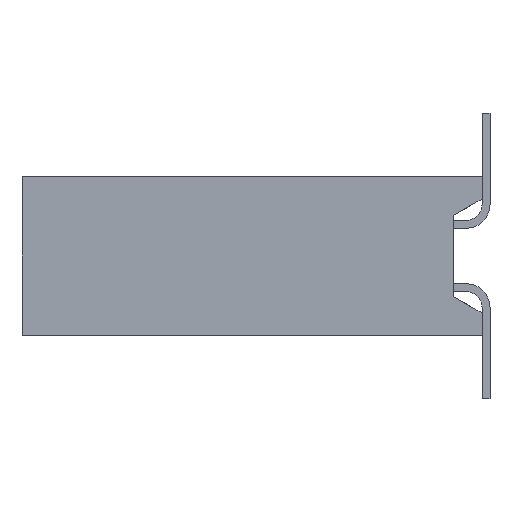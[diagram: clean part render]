
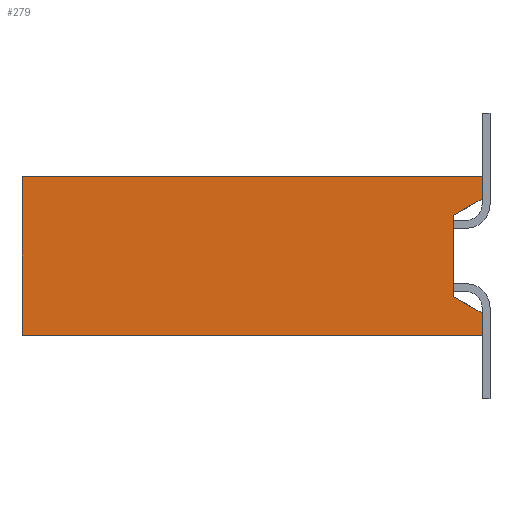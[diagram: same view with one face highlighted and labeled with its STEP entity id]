
A CAD part, left-side view. The second image highlights one B-rep face of the part: STEP entity #279.
In plain terms, the highlighted planar face has unit normal (-1, 0, 0).
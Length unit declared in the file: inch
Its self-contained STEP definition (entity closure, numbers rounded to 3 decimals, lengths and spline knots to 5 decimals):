
#279 = ADVANCED_FACE( '', ( #597 ), #598, .F. );
#597 = FACE_OUTER_BOUND( '', #971, .T. );
#598 = PLANE( '', #972 );
#971 = EDGE_LOOP( '', ( #1629, #1630, #1631, #1632, #1633, #1634, #1635, #1636 ) );
#972 = AXIS2_PLACEMENT_3D( '', #1637, #1638, #1639 );
#1629 = ORIENTED_EDGE( '', *, *, #2372, .F. );
#1630 = ORIENTED_EDGE( '', *, *, #2546, .T. );
#1631 = ORIENTED_EDGE( '', *, *, #2588, .F. );
#1632 = ORIENTED_EDGE( '', *, *, #2589, .F. );
#1633 = ORIENTED_EDGE( '', *, *, #2515, .T. );
#1634 = ORIENTED_EDGE( '', *, *, #2590, .T. );
#1635 = ORIENTED_EDGE( '', *, *, #2591, .F. );
#1636 = ORIENTED_EDGE( '', *, *, #2592, .F. );
#1637 = CARTESIAN_POINT( '', ( -0.15, 0.29, -0.05 ) );
#1638 = DIRECTION( '', ( 1., 0., 0. ) );
#1639 = DIRECTION( '', ( 0., 0., -1. ) );
#2372 = EDGE_CURVE( '', #2857, #2853, #2859, .T. );
#2515 = EDGE_CURVE( '', #3104, #3102, #3105, .T. );
#2546 = EDGE_CURVE( '', #2857, #3154, #3156, .T. );
#2588 = EDGE_CURVE( '', #3217, #3154, #3218, .T. );
#2589 = EDGE_CURVE( '', #3104, #3217, #3219, .T. );
#2590 = EDGE_CURVE( '', #3102, #3220, #3221, .T. );
#2591 = EDGE_CURVE( '', #3222, #3220, #3223, .T. );
#2592 = EDGE_CURVE( '', #2853, #3222, #3224, .T. );
#2853 = VERTEX_POINT( '', #3561 );
#2857 = VERTEX_POINT( '', #3567 );
#2859 = LINE( '', #3570, #3571 );
#3102 = VERTEX_POINT( '', #3929 );
#3104 = VERTEX_POINT( '', #3932 );
#3105 = LINE( '', #3933, #3934 );
#3154 = VERTEX_POINT( '', #4006 );
#3156 = LINE( '', #4009, #4010 );
#3217 = VERTEX_POINT( '', #4101 );
#3218 = LINE( '', #4102, #4103 );
#3219 = LINE( '', #4104, #4105 );
#3220 = VERTEX_POINT( '', #4106 );
#3221 = LINE( '', #4107, #4108 );
#3222 = VERTEX_POINT( '', #4109 );
#3223 = LINE( '', #4110, #4111 );
#3224 = LINE( '', #4112, #4113 );
#3561 = CARTESIAN_POINT( '', ( -0.15, 0.018, 0.02561 ) );
#3567 = CARTESIAN_POINT( '', ( -0.15, 0., 0.036 ) );
#3570 = CARTESIAN_POINT( '', ( -0.15, 0.25474, -0.11107 ) );
#3571 = VECTOR( '', #4494, 39.37008 );
#3929 = CARTESIAN_POINT( '', ( -0.15, 0., -0.05 ) );
#3932 = CARTESIAN_POINT( '', ( -0.15, 0.29, -0.05 ) );
#3933 = CARTESIAN_POINT( '', ( -0.15, 0.29, -0.05 ) );
#3934 = VECTOR( '', #4617, 39.37008 );
#4006 = CARTESIAN_POINT( '', ( -0.15, 0., 0.05 ) );
#4009 = CARTESIAN_POINT( '', ( -0.15, 0., -0.05 ) );
#4010 = VECTOR( '', #4642, 39.37008 );
#4101 = CARTESIAN_POINT( '', ( -0.15, 0.29, 0.05 ) );
#4102 = CARTESIAN_POINT( '', ( -0.15, 0.29, 0.05 ) );
#4103 = VECTOR( '', #4676, 39.37008 );
#4104 = CARTESIAN_POINT( '', ( -0.15, 0.29, -0.05 ) );
#4105 = VECTOR( '', #4677, 39.37008 );
#4106 = CARTESIAN_POINT( '', ( -0.15, 0., -0.036 ) );
#4107 = CARTESIAN_POINT( '', ( -0.15, 0., -0.05 ) );
#4108 = VECTOR( '', #4678, 39.37008 );
#4109 = CARTESIAN_POINT( '', ( -0.15, 0.018, -0.02561 ) );
#4110 = CARTESIAN_POINT( '', ( -0.15, 0.21144, 0.08607 ) );
#4111 = VECTOR( '', #4679, 39.37008 );
#4112 = CARTESIAN_POINT( '', ( -0.15, 0.018, -0.05 ) );
#4113 = VECTOR( '', #4680, 39.37008 );
#4494 = DIRECTION( '', ( 0., 0.866, -0.5 ) );
#4617 = DIRECTION( '', ( 0., -1., 0. ) );
#4642 = DIRECTION( '', ( 0., 0., 1. ) );
#4676 = DIRECTION( '', ( 0., -1., 0. ) );
#4677 = DIRECTION( '', ( 0., 0., 1. ) );
#4678 = DIRECTION( '', ( 0., 0., 1. ) );
#4679 = DIRECTION( '', ( 0., -0.866, -0.5 ) );
#4680 = DIRECTION( '', ( 0., 0., -1. ) );
